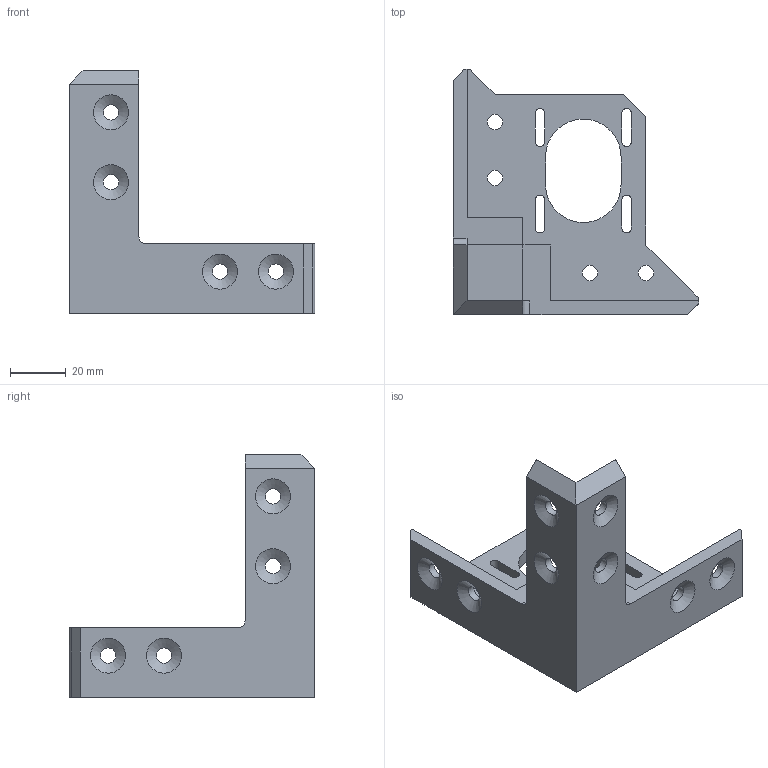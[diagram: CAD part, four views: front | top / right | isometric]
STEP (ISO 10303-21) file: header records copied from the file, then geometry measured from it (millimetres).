
FILE_DESCRIPTION(/* description */ (''),/* implementation_level */ '2;1');
FILE_NAME(/* name */ 'Frame Corner Becket.step',/* time_stamp */ '2021-08-05T19:15:17-04:00',/* author */ (''),/* organization */ (''),/* preprocessor_version */ 'ST-DEVELOPER v18.1',/* originating_system */ 'Autodesk Translation Framework v10.9.0.1377',/* authorisation */ '');
FILE_SCHEMA (('AUTOMOTIVE_DESIGN { 1 0 10303 214 3 1 1 }'));
Length unit declared in the file: millimetre
Products named in the file (1): Frame 3 Way Corner Motor bracket A - 400mm
Bounding box: 87.96 x 87.96 x 87 mm (x, y, z)
Volume: 71338.8 mm3; surface area: 25487.3 mm2
Topology: 1 solids, 1 shells, 76 faces, 205 edges, 131 vertices
Faces by surface type: plane 38, cylinder 26, cone 12
Full cylindrical faces by diameter (mm): 5.5 x12
Entity records: 2476 total; most frequent: DIRECTION 425, CARTESIAN_POINT 413, ORIENTED_EDGE 410, EDGE_CURVE 205, AXIS2_PLACEMENT_3D 143, LINE 139, VECTOR 139, VERTEX_POINT 131
